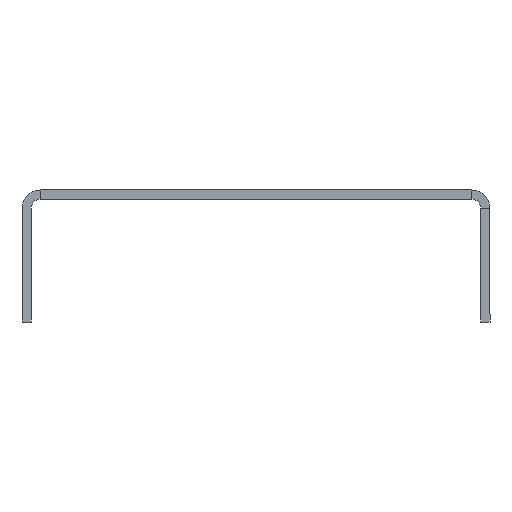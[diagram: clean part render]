
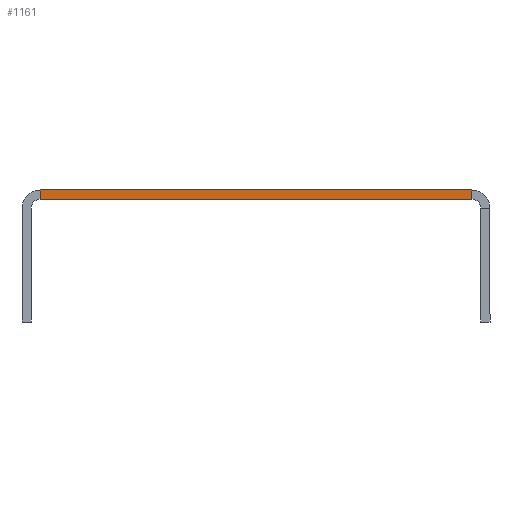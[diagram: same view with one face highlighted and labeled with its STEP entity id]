
A CAD part, front view. The second image highlights one B-rep face of the part: STEP entity #1161.
In plain terms, the highlighted planar face has unit normal (0, -1, 0).
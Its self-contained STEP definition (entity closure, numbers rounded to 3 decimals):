
#22 = VECTOR ( 'NONE', #593, 1000. ) ;
#26 = CARTESIAN_POINT ( 'NONE',  ( 51.4, -840.5, -2. ) ) ;
#59 = CARTESIAN_POINT ( 'NONE',  ( -47.4, -840.5, -2. ) ) ;
#72 = EDGE_CURVE ( 'NONE', #814, #1183, #777, .T. ) ;
#74 = ORIENTED_EDGE ( 'NONE', *, *, #223, .T. ) ;
#90 = PLANE ( 'NONE',  #901 ) ;
#103 = ORIENTED_EDGE ( 'NONE', *, *, #72, .T. ) ;
#141 = DIRECTION ( 'NONE',  ( 0., 0., 1. ) ) ;
#166 = DIRECTION ( 'NONE',  ( 1., 0., 0. ) ) ;
#169 = EDGE_LOOP ( 'NONE', ( #258, #103, #74, #302 ) ) ;
#202 = CARTESIAN_POINT ( 'NONE',  ( -47.4, -840.5, 0. ) ) ;
#217 = EDGE_CURVE ( 'NONE', #402, #1103, #899, .T. ) ;
#223 = EDGE_CURVE ( 'NONE', #1183, #1103, #1071, .T. ) ;
#227 = CARTESIAN_POINT ( 'NONE',  ( 47.4, -840.5, -2. ) ) ;
#258 = ORIENTED_EDGE ( 'NONE', *, *, #645, .F. ) ;
#282 = DIRECTION ( 'NONE',  ( 0., -1., 0. ) ) ;
#302 = ORIENTED_EDGE ( 'NONE', *, *, #217, .F. ) ;
#402 = VERTEX_POINT ( 'NONE', #202 ) ;
#436 = CARTESIAN_POINT ( 'NONE',  ( 47.4, -840.5, 0. ) ) ;
#480 = FACE_OUTER_BOUND ( 'NONE', #169, .T. ) ;
#593 = DIRECTION ( 'NONE',  ( 1., 0., 0. ) ) ;
#645 = EDGE_CURVE ( 'NONE', #814, #402, #1084, .T. ) ;
#699 = CARTESIAN_POINT ( 'NONE',  ( 51.4, -840.5, 0. ) ) ;
#729 = DIRECTION ( 'NONE',  ( 0., 0., -1. ) ) ;
#743 = VECTOR ( 'NONE', #166, 1000. ) ;
#777 = LINE ( 'NONE', #866, #22 ) ;
#814 = VERTEX_POINT ( 'NONE', #991 ) ;
#860 = VECTOR ( 'NONE', #1077, 1000. ) ;
#866 = CARTESIAN_POINT ( 'NONE',  ( 51.4, -840.5, -2. ) ) ;
#899 = LINE ( 'NONE', #699, #743 ) ;
#901 = AXIS2_PLACEMENT_3D ( 'NONE', #26, #282, #729 ) ;
#919 = VECTOR ( 'NONE', #141, 1000. ) ;
#991 = CARTESIAN_POINT ( 'NONE',  ( -47.4, -840.5, -2. ) ) ;
#1071 = LINE ( 'NONE', #1185, #860 ) ;
#1077 = DIRECTION ( 'NONE',  ( 0., 0., 1. ) ) ;
#1084 = LINE ( 'NONE', #59, #919 ) ;
#1103 = VERTEX_POINT ( 'NONE', #436 ) ;
#1161 = ADVANCED_FACE ( 'NONE', ( #480 ), #90, .T. ) ;
#1183 = VERTEX_POINT ( 'NONE', #227 ) ;
#1185 = CARTESIAN_POINT ( 'NONE',  ( 47.4, -840.5, -2. ) ) ;
